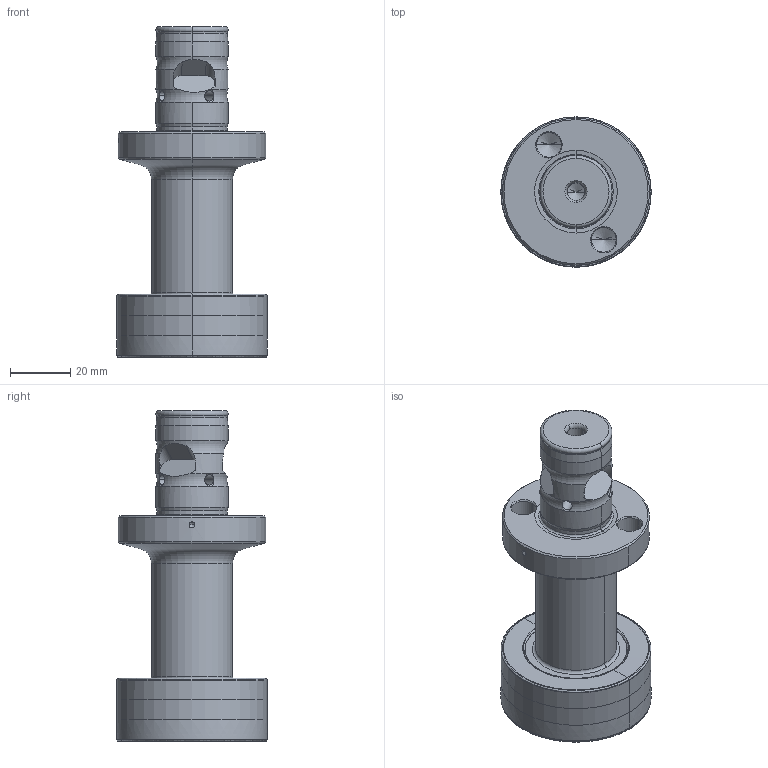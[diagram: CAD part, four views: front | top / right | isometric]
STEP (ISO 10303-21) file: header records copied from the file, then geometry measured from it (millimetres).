
FILE_DESCRIPTION((''),'2;1');
FILE_NAME('15T1E050021Z4R00','2015-10-31T',('schorn'),(''),'PRO/ENGINEER BY PARAMETRIC TECHNOLOGY CORPORATION, 2011490','PRO/ENGINEER BY PARAMETRIC TECHNOLOGY CORPORATION, 2011490','');
FILE_SCHEMA(('AUTOMOTIVE_DESIGN { 1 2 10303 214 0 1 1 1 }'));
Length unit declared in the file: millimetre
Products named in the file (3): NOCUT; CUT; 15T1E050021Z4R00
Assembly tree (2 placements, depth 2):
  15T1E050021Z4R00
    NOCUT
    CUT
Bounding box: 50.01 x 50.01 x 110 mm (x, y, z)
Volume: 112749.1 mm3; surface area: 26929.6 mm2
Topology: 2 solids, 2 shells, 152 faces, 395 edges, 256 vertices
Faces by surface type: cylinder 41, revolution 36, cone 35, torus 24, plane 16
Entity records: 8464 total; most frequent: CARTESIAN_POINT 3553, ORIENTED_EDGE 738, DIRECTION 722, PRESENTATION_STYLE_ASSIGNMENT 392, STYLED_ITEM 392, CURVE_STYLE 390, EDGE_CURVE 369, AXIS2_PLACEMENT_3D 292
